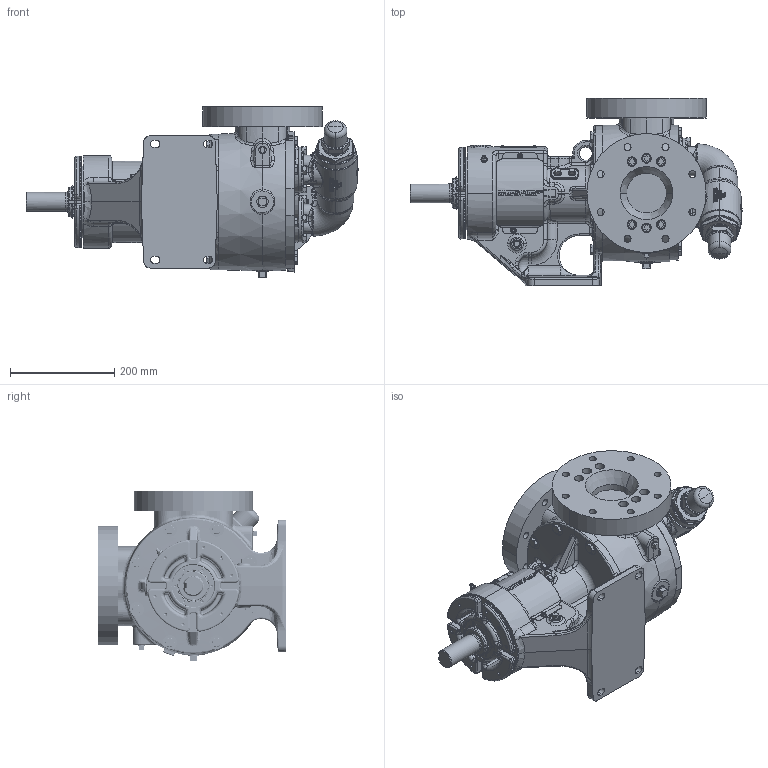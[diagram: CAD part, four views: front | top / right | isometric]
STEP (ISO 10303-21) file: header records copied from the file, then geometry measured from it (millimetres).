
FILE_DESCRIPTION (( 'STEP AP214' ), '1' );
FILE_NAME ('LV-4535.STEP', '2024-04-03T14:44:43', ( '' ), ( '' ), 'SwSTEP 2.0', 'SolidWorks 2022', '' );
FILE_SCHEMA (( 'AUTOMOTIVE_DESIGN' ));
Length unit declared in the file: inch
Products named in the file (1): LV-4535
Bounding box: 637.52 x 360.36 x 327.11 mm (x, y, z)
Volume: 17607809.6 mm3; surface area: 1028513.6 mm2
Topology: 1 solids, 13 shells, 5394 faces, 13750 edges, 8537 vertices
Faces by surface type: plane 1780, bspline 1634, cylinder 1080, cone 680, torus 132, sphere 88
Entity records: 312014 total; most frequent: CARTESIAN_POINT 124942, ORIENTED_EDGE 27198, DIRECTION 20027, EDGE_CURVE 13599, VERTEX_POINT 8530, AXIS2_PLACEMENT_3D 7388, EDGE_LOOP 5773, LENGTH_MEASURE_WITH_UNIT 5397
